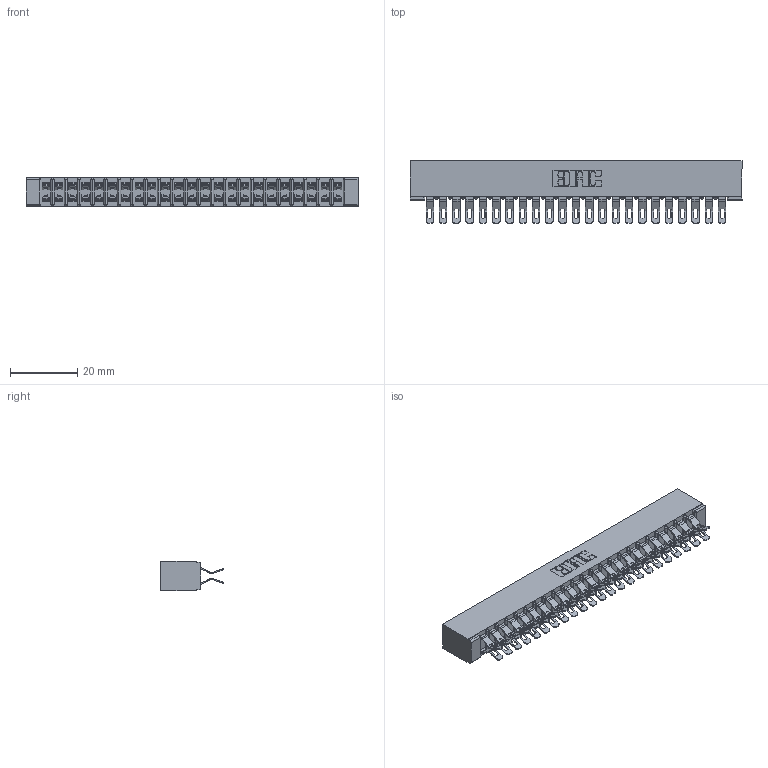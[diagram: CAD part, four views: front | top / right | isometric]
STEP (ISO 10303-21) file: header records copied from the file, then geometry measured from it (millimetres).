
FILE_DESCRIPTION (( 'STEP AP203' ), '1' );
FILE_NAME ('307-046-555-201.STEP', '2019-09-06T08:54:23', ( '' ), ( '' ), 'SwSTEP 2.0', 'SolidWorks 2016', '' );
FILE_SCHEMA (( 'CONFIG_CONTROL_DESIGN' ));
Length unit declared in the file: inch
Products named in the file (3): 307-290-001_555; 307 Part_No Mounting Lugs; 307-046-555-201
Assembly tree (47 placements, depth 2):
  307-046-555-201
    307 Part_No Mounting Lugs
    307-290-001_555  x46
Bounding box: 99.01 x 18.75 x 8.71 mm (x, y, z)
Volume: 6846.3 mm3; surface area: 13372 mm2
Topology: 47 solids, 47 shells, 2940 faces, 8625 edges, 5622 vertices
Faces by surface type: plane 1630, cylinder 1262, sphere 48
Entity records: 23055 total; most frequent: CARTESIAN_POINT 3779, ORIENTED_EDGE 3744, DIRECTION 3716, EDGE_CURVE 1872, VECTOR 1418, LINE 1418, VERTEX_POINT 1212, AXIS2_PLACEMENT_3D 1149
